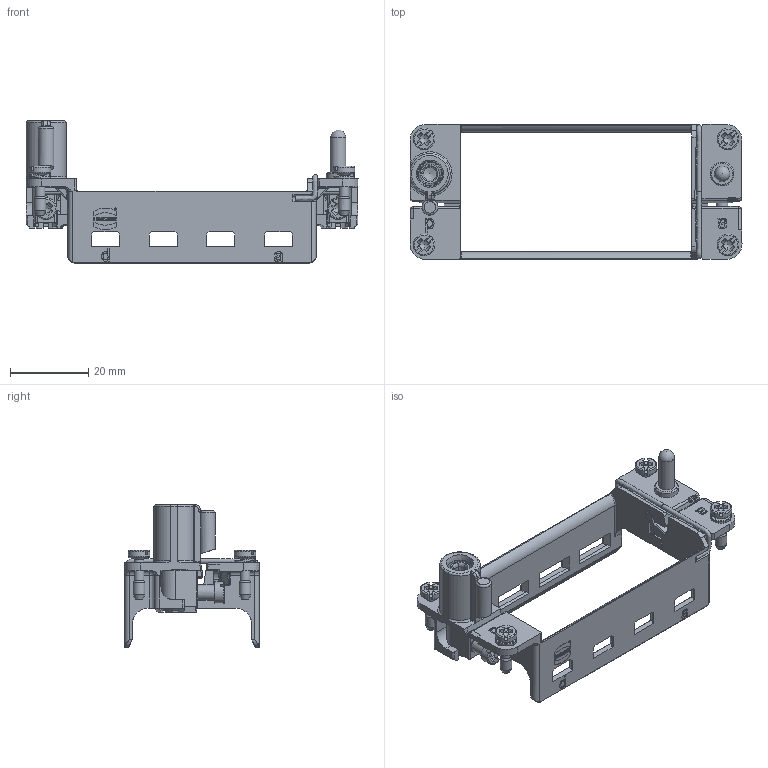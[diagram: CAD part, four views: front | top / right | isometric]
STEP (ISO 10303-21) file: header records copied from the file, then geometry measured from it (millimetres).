
FILE_DESCRIPTION(/* description */ (''),/* implementation_level */ '2;1');
FILE_NAME(/* name */ '100661377ugm000_b.stp',/* time_stamp */ '2017-09-28T17:36:14+02:00',/* author */ (''),/* organization */ (''),/* preprocessor_version */ 'ST-DEVELOPER v16',/* originating_system */ 'SIEMENS PLM Software NX 10.0',/* authorisation */ '');
FILE_SCHEMA (('AUTOMOTIVE_DESIGN { 1 0 10303 214 3 1 1 1 }'));
Length unit declared in the file: millimetre
Products named in the file (1): 100661377ugm000_b
Bounding box: 84.65 x 34.41 x 36.3 mm (x, y, z)
Volume: 10343.1 mm3; surface area: 12093.2 mm2
Topology: 3 solids, 7 shells, 1363 faces, 3827 edges, 2504 vertices
Faces by surface type: plane 796, cylinder 208, cone 135, bspline 129, torus 84, extrusion 6, sphere 5
Full cylindrical faces by diameter (mm): 0.389 x1, 0.571 x1, 2.279 x2, 2.479 x2, 2.5 x8, 3 x5, 3.45 x1, 3.97 x1, 4 x2, 4.25 x1, 4.85 x1, 5.4 x1, 5.5 x5, 5.85 x1, 6.05 x2, 6.35 x1
Entity records: 50811 total; most frequent: CARTESIAN_POINT 15214, ORIENTED_EDGE 7394, DIRECTION 6164, EDGE_CURVE 3697, VERTEX_POINT 2456, AXIS2_PLACEMENT_3D 2119, VECTOR 1926, LINE 1920
